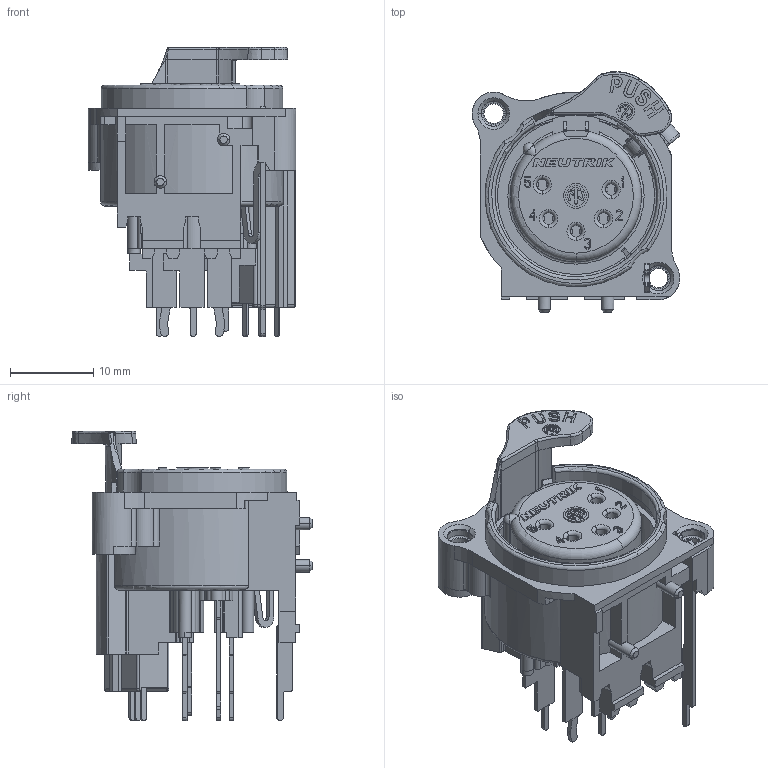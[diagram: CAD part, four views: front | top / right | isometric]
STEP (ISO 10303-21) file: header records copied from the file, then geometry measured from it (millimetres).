
FILE_DESCRIPTION((''),'2;1');
FILE_NAME('30010773','2023-07-06T11:17:27',('SYSTEM'),(''),'CREO PARAMETRIC BY PTC INC, 2021184','CREO PARAMETRIC BY PTC INC, 2021184','');
FILE_SCHEMA(('CONFIG_CONTROL_DESIGN'));
Length unit declared in the file: millimetre
Products named in the file (1): 30010773
Bounding box: 25 x 28.94 x 34.81 mm (x, y, z)
Volume: 6481.3 mm3; surface area: 6663.2 mm2
Topology: 1 solids, 7 shells, 1551 faces, 4310 edges, 2794 vertices
Faces by surface type: plane 980, cylinder 369, torus 70, extrusion 53, cone 46, bspline 24, sphere 9
Entity records: 51224 total; most frequent: CARTESIAN_POINT 11549, ORIENTED_EDGE 8618, DIRECTION 7831, EDGE_CURVE 4309, VECTOR 2931, LINE 2878, VERTEX_POINT 2794, AXIS2_PLACEMENT_3D 2450
